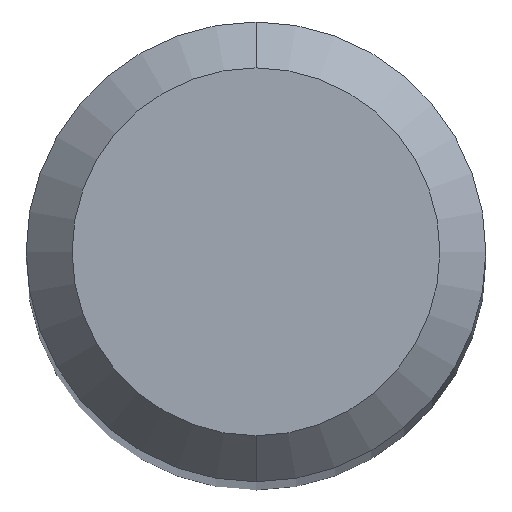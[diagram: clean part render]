
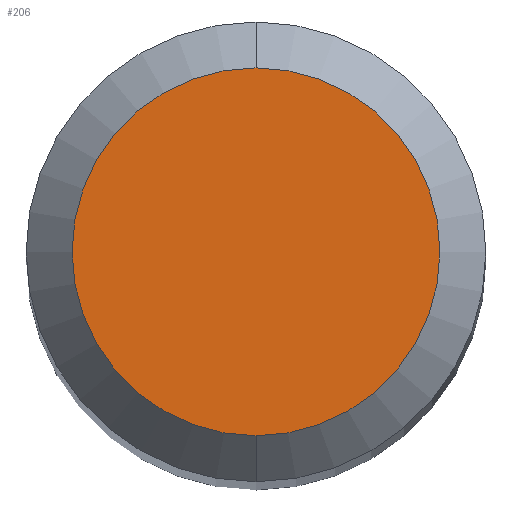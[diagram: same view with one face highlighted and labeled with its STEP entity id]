
A CAD part, top view. The second image highlights one B-rep face of the part: STEP entity #206.
In plain terms, the highlighted planar face has unit normal (0, 0, 1).
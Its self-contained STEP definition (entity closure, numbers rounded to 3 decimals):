
#116=EDGE_CURVE('',#194,#146,#254,.T.);
#146=VERTEX_POINT('',#287);
#158=EDGE_CURVE('',#146,#194,#300,.T.);
#194=VERTEX_POINT('',#346);
#206=ADVANCED_FACE('',(#358),#359,.T.);
#254=CIRCLE('',#409,1.2);
#287=CARTESIAN_POINT('',(0.0,1.2,0.0));
#300=CIRCLE('',#469,1.2);
#346=CARTESIAN_POINT('',(0.,-1.2,0.0));
#358=FACE_OUTER_BOUND('',#536,.T.);
#359=PLANE('',#537);
#409=AXIS2_PLACEMENT_3D('',#562,#563,#564);
#469=AXIS2_PLACEMENT_3D('',#616,#617,#618);
#536=EDGE_LOOP('',(#706,#707));
#537=AXIS2_PLACEMENT_3D('',#708,#709,#710);
#562=CARTESIAN_POINT('',(0.0,0.0,0.0));
#563=DIRECTION('',(0.0,0.0,-1.0));
#564=DIRECTION('',(0.0,1.0,0.0));
#616=CARTESIAN_POINT('',(0.0,0.0,0.0));
#617=DIRECTION('',(0.0,0.0,-1.0));
#618=DIRECTION('',(0.0,1.0,0.0));
#706=ORIENTED_EDGE('',*,*,#158,.F.);
#707=ORIENTED_EDGE('',*,*,#116,.F.);
#708=CARTESIAN_POINT('',(0.0,0.6,0.0));
#709=DIRECTION('',(-0.0,0.0,1.0));
#710=DIRECTION('',(0.0,-1.0,0.0));
